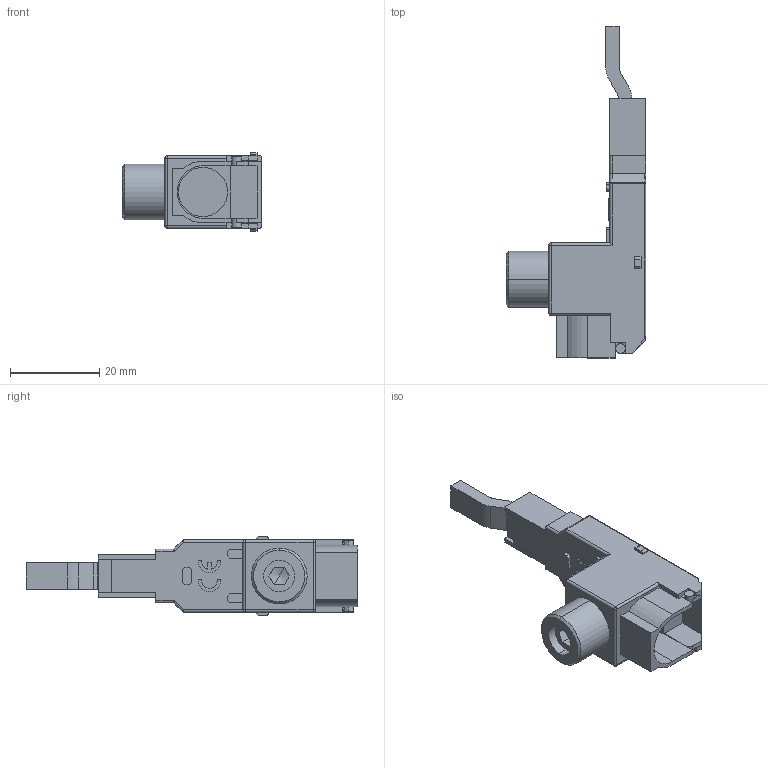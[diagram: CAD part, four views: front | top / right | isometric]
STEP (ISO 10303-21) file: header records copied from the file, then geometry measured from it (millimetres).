
FILE_DESCRIPTION((''),'2;1');
FILE_NAME('SB112326_3D-MODEL_ASM','2016-05-13T',('dlavaud'),(''),'PRO/ENGINEER BY PARAMETRIC TECHNOLOGY CORPORATION, 2006170','PRO/ENGINEER BY PARAMETRIC TECHNOLOGY CORPORATION, 2006170','');
FILE_SCHEMA(('CONFIG_CONTROL_DESIGN'));
Length unit declared in the file: millimetre
Products named in the file (2): _802-094; SB112326_3D-MODEL_ASM
Assembly tree (1 placements, depth 2):
  SB112326_3D-MODEL_ASM
    _802-094
Bounding box: 31.1 x 74.2 x 17.6 mm (x, y, z)
Volume: 9488.8 mm3; surface area: 7103 mm2
Topology: 1 solids, 2 shells, 217 faces, 650 edges, 437 vertices
Faces by surface type: plane 151, cylinder 48, cone 10, sphere 6, bspline 2
Entity records: 7493 total; most frequent: CARTESIAN_POINT 1507, ORIENTED_EDGE 1284, DIRECTION 1188, EDGE_CURVE 642, VECTOR 464, LINE 464, VERTEX_POINT 437, AXIS2_PLACEMENT_3D 362
